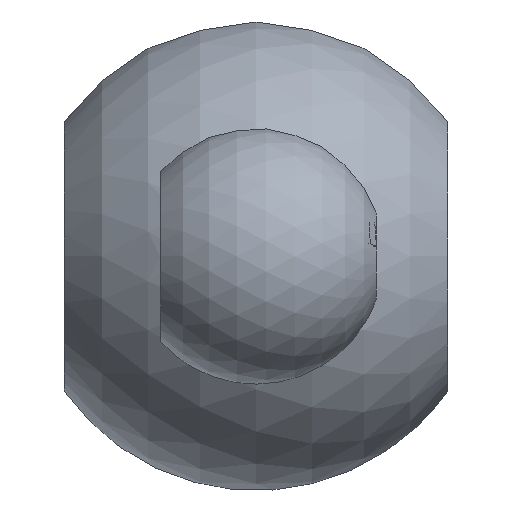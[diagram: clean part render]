
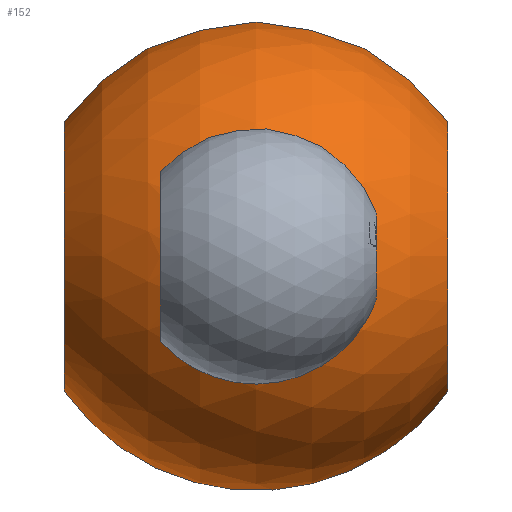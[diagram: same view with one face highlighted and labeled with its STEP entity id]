
A CAD part, left-side view. The second image highlights one B-rep face of the part: STEP entity #152.
In plain terms, the highlighted spherical face has radius 11 mm.
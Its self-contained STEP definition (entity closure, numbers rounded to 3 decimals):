
#152=ADVANCED_FACE('',(#175,#176,#177,#178),#172,.T.);
#172=SPHERICAL_SURFACE('',#390,11.);
#175=FACE_BOUND('',#197,.T.);
#176=FACE_BOUND('',#198,.T.);
#177=FACE_BOUND('',#199,.T.);
#178=FACE_BOUND('',#200,.T.);
#197=EDGE_LOOP('',(#233));
#198=EDGE_LOOP('',(#234));
#199=EDGE_LOOP('',(#235));
#200=EDGE_LOOP('',(#236));
#233=ORIENTED_EDGE('',*,*,#333,.F.);
#234=ORIENTED_EDGE('',*,*,#334,.F.);
#235=ORIENTED_EDGE('',*,*,#335,.T.);
#236=ORIENTED_EDGE('',*,*,#336,.F.);
#305=VERTEX_POINT('',#490);
#306=VERTEX_POINT('',#492);
#307=VERTEX_POINT('',#494);
#308=VERTEX_POINT('',#496);
#333=EDGE_CURVE('',#305,#305,#369,.T.);
#334=EDGE_CURVE('',#306,#306,#370,.T.);
#335=EDGE_CURVE('',#307,#307,#371,.T.);
#336=EDGE_CURVE('',#308,#308,#372,.T.);
#369=CIRCLE('',#386,4.5);
#370=CIRCLE('',#387,6.325);
#371=CIRCLE('',#388,6.325);
#372=CIRCLE('',#389,4.5);
#386=AXIS2_PLACEMENT_3D('',#489,#420,#421);
#387=AXIS2_PLACEMENT_3D('',#491,#422,#423);
#388=AXIS2_PLACEMENT_3D('',#493,#424,#425);
#389=AXIS2_PLACEMENT_3D('',#495,#426,#427);
#390=AXIS2_PLACEMENT_3D('',#497,#428,#429);
#420=DIRECTION('',(1.,0.,0.));
#421=DIRECTION('',(0.,0.,-1.));
#422=DIRECTION('',(0.,-1.,0.));
#423=DIRECTION('',(0.,0.,-1.));
#424=DIRECTION('',(0.,-1.,0.));
#425=DIRECTION('',(0.,0.,-1.));
#426=DIRECTION('',(-1.,0.,0.));
#427=DIRECTION('',(0.,0.,1.));
#428=DIRECTION('',(0.,-1.,0.));
#429=DIRECTION('',(-1.,0.,0.));
#489=CARTESIAN_POINT('',(200.037,123.409,0.));
#490=CARTESIAN_POINT('',(200.037,123.409,-4.5));
#491=CARTESIAN_POINT('',(190.,114.409,0.));
#492=CARTESIAN_POINT('',(190.,114.409,-6.325));
#493=CARTESIAN_POINT('',(190.,132.409,0.));
#494=CARTESIAN_POINT('',(190.,132.409,-6.325));
#495=CARTESIAN_POINT('',(179.963,123.409,0.));
#496=CARTESIAN_POINT('',(179.963,123.409,4.5));
#497=CARTESIAN_POINT('',(190.,123.409,0.));
